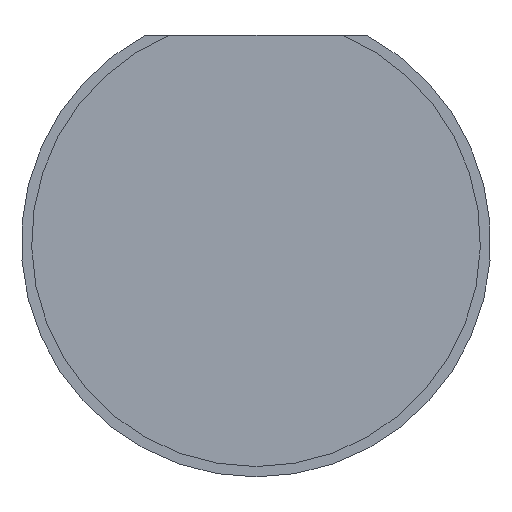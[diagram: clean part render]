
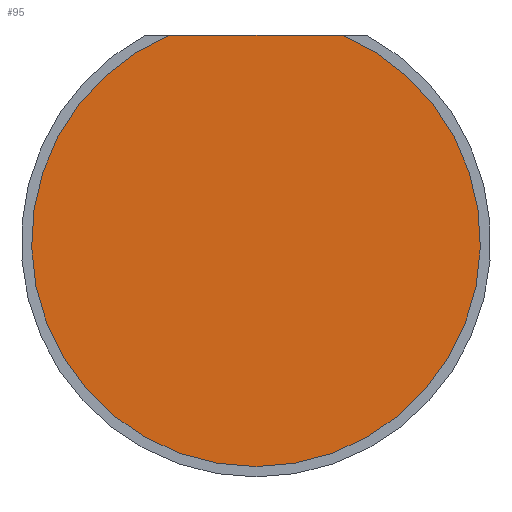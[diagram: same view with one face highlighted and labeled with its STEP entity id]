
A CAD part, front view. The second image highlights one B-rep face of the part: STEP entity #95.
In plain terms, the highlighted planar face has unit normal (0, -1, 0).
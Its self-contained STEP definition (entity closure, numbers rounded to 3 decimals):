
#19 = DIRECTION ( 'NONE',  ( 0., 1., 0. ) ) ;
#43 = VERTEX_POINT ( 'NONE', #387 ) ;
#60 = DIRECTION ( 'NONE',  ( 0., 1., 0. ) ) ;
#76 = CIRCLE ( 'NONE', #371, 3.25 ) ;
#84 = CARTESIAN_POINT ( 'NONE',  ( -1.25, -17.5, 3. ) ) ;
#90 = DIRECTION ( 'NONE',  ( 0., 1., 0. ) ) ;
#94 = VERTEX_POINT ( 'NONE', #428 ) ;
#95 = ADVANCED_FACE ( 'NONE', ( #193 ), #397, .F. ) ;
#100 = ORIENTED_EDGE ( 'NONE', *, *, #110, .F. ) ;
#110 = EDGE_CURVE ( 'NONE', #43, #178, #293, .T. ) ;
#112 = DIRECTION ( 'NONE',  ( 0., 0., 1. ) ) ;
#151 = VECTOR ( 'NONE', #291, 1000. ) ;
#178 = VERTEX_POINT ( 'NONE', #403 ) ;
#193 = FACE_OUTER_BOUND ( 'NONE', #437, .T. ) ;
#195 = DIRECTION ( 'NONE',  ( 0., 0., 1. ) ) ;
#259 = CIRCLE ( 'NONE', #309, 3.25 ) ;
#260 = CARTESIAN_POINT ( 'NONE',  ( 0., -17.5, 0. ) ) ;
#274 = EDGE_CURVE ( 'NONE', #178, #94, #76, .T. ) ;
#287 = DIRECTION ( 'NONE',  ( 0., 0., 1. ) ) ;
#291 = DIRECTION ( 'NONE',  ( 1., 0., 0. ) ) ;
#293 = LINE ( 'NONE', #84, #151 ) ;
#309 = AXIS2_PLACEMENT_3D ( 'NONE', #365, #60, #195 ) ;
#310 = ORIENTED_EDGE ( 'NONE', *, *, #433, .F. ) ;
#331 = AXIS2_PLACEMENT_3D ( 'NONE', #260, #90, #287 ) ;
#350 = ORIENTED_EDGE ( 'NONE', *, *, #274, .F. ) ;
#365 = CARTESIAN_POINT ( 'NONE',  ( 0., -17.5, 0. ) ) ;
#371 = AXIS2_PLACEMENT_3D ( 'NONE', #426, #19, #112 ) ;
#387 = CARTESIAN_POINT ( 'NONE',  ( -1.25, -17.5, 3. ) ) ;
#397 = PLANE ( 'NONE',  #331 ) ;
#403 = CARTESIAN_POINT ( 'NONE',  ( 1.25, -17.5, 3. ) ) ;
#426 = CARTESIAN_POINT ( 'NONE',  ( 0., -17.5, 0. ) ) ;
#428 = CARTESIAN_POINT ( 'NONE',  ( 0., -17.5, -3.25 ) ) ;
#433 = EDGE_CURVE ( 'NONE', #94, #43, #259, .T. ) ;
#437 = EDGE_LOOP ( 'NONE', ( #350, #100, #310 ) ) ;
